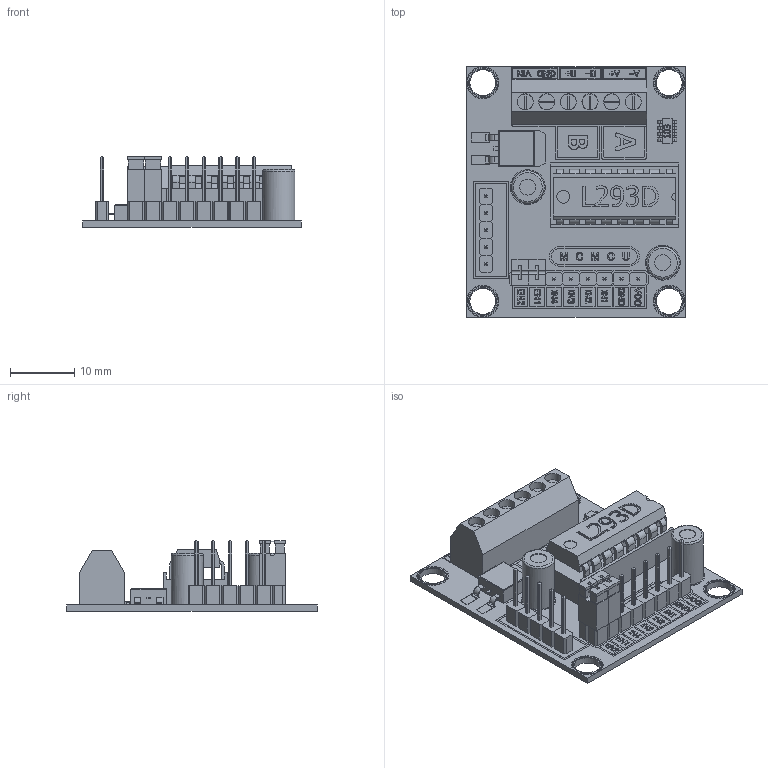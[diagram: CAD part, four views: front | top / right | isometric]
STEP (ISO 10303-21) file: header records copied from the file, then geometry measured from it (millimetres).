
FILE_DESCRIPTION(('HOOPS Exchange Step'),'2;1');
FILE_NAME('d2e316f0667f07667431193c5e32151a20220319-1-1shfv92.sldprt.step','2022-03-19T19:02:17+00:00',('root'),('Unknown organisation'),'HOOPS Exchange 2021.0','HOOPS Exchange','Unknown authorisation');
FILE_SCHEMA( ('AUTOMOTIVE_DESIGN { 1 0 10303 214 1 1 1 1 }') );
Length unit declared in the file: millimetre
Products named in the file (2): Default; d2e316f0667f07667431193c5e32151a20220319-1-1shfv92
Assembly tree (1 placements, depth 2):
  d2e316f0667f07667431193c5e32151a20220319-1-1shfv92
    Default
Bounding box: 34 x 39 x 11 mm (x, y, z)
Volume: 4098.2 mm3; surface area: 5748 mm2
Topology: 3 solids, 3 shells, 2060 faces, 5589 edges, 3675 vertices
Faces by surface type: plane 1512, cylinder 489, extrusion 51, torus 8
Full cylindrical faces by diameter (mm): 0.2 x2, 2 x1, 2.5 x8, 4 x4, 4.2 x4, 5 x6, 5.17 x2, 5.42 x2
Entity records: 67431 total; most frequent: CARTESIAN_POINT 13901, ORIENTED_EDGE 11178, DIRECTION 10258, EDGE_CURVE 5589, VECTOR 4466, LINE 4415, VERTEX_POINT 3675, AXIS2_PLACEMENT_3D 2896
